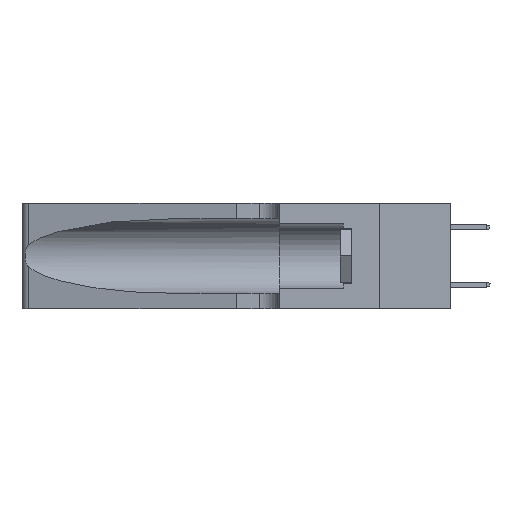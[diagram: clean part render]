
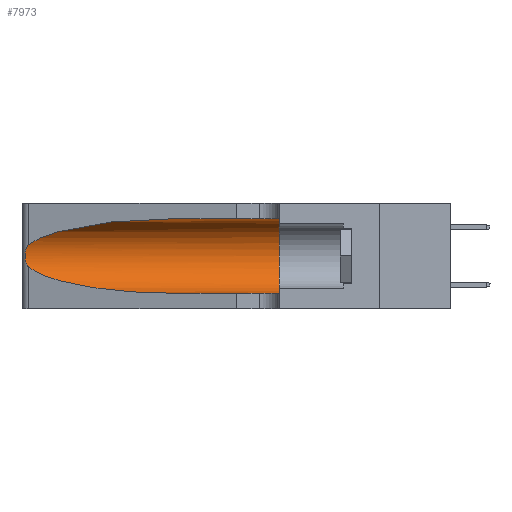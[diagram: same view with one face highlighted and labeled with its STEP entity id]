
A CAD part, left-side view. The second image highlights one B-rep face of the part: STEP entity #7973.
In plain terms, the highlighted cylindrical face has radius 3.308 mm (diameter 6.617 mm), a partial arc.
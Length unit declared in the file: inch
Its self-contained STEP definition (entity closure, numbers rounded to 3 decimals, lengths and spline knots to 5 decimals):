
#116 = AXIS2_PLACEMENT_3D ( 'NONE', #14323, #5709, #859 ) ;
#138 = CARTESIAN_POINT ( 'NONE',  ( 0.18966, 0.96281, 0.05475 ) ) ;
#246 = CARTESIAN_POINT ( 'NONE',  ( 0.25487, 1.22718, 0.14631 ) ) ;
#353 = CARTESIAN_POINT ( 'NONE',  ( 0.25555, 1.22993, 0.14849 ) ) ;
#494 = B_SPLINE_CURVE_WITH_KNOTS ( 'NONE', 3,
 ( #9090, #15107, #12060, #1863, #1949, #6013, #16885, #16576, #6317, #10785, #1561, #3363, #353, #16779 ),
 .UNSPECIFIED., .F., .F.,
 ( 4, 2, 2, 2, 2, 2, 4 ),
 ( 0., 0.00027, 0.00053, 0.00107, 0.0016, 0.00187, 0.00214 ),
 .UNSPECIFIED. ) ;
#513 = CARTESIAN_POINT ( 'NONE',  ( 0.18966, 0.96281, 0.31525 ) ) ;
#695 = EDGE_CURVE ( 'NONE', #15345, #13194, #14877, .T. ) ;
#859 = DIRECTION ( 'NONE',  ( 0., 0., 1. ) ) ;
#1561 = CARTESIAN_POINT ( 'NONE',  ( 0.25789, 1.23486, 0.15765 ) ) ;
#1631 = CARTESIAN_POINT ( 'NONE',  ( 0.2373, 1.15595, 0.08982 ) ) ;
#1863 = CARTESIAN_POINT ( 'NONE',  ( 0.25787, 1.23484, 0.2124 ) ) ;
#1904 = ORIENTED_EDGE ( 'NONE', *, *, #8479, .T. ) ;
#1949 = CARTESIAN_POINT ( 'NONE',  ( 0.25854, 1.2359, 0.20912 ) ) ;
#2250 = VERTEX_POINT ( 'NONE', #3217 ) ;
#2367 = VERTEX_POINT ( 'NONE', #15549 ) ;
#3217 = CARTESIAN_POINT ( 'NONE',  ( 0.25487, 1.22718, 0.22369 ) ) ;
#3244 = DIRECTION ( 'NONE',  ( 0., 0., -1. ) ) ;
#3265 = EDGE_CURVE ( 'NONE', #13194, #2367, #16532, .T. ) ;
#3363 = CARTESIAN_POINT ( 'NONE',  ( 0.25639, 1.23186, 0.15144 ) ) ;
#3388 = VERTEX_POINT ( 'NONE', #17984 ) ;
#4688 = AXIS2_PLACEMENT_3D ( 'NONE', #7383, #15279, #3244 ) ;
#5192 = CARTESIAN_POINT ( 'NONE',  ( 0.2373, 1.15595, 0.28018 ) ) ;
#5709 = DIRECTION ( 'NONE',  ( 0., 1., 0. ) ) ;
#6013 = CARTESIAN_POINT ( 'NONE',  ( 0.26018, 1.23835, 0.19895 ) ) ;
#6092 = FACE_OUTER_BOUND ( 'NONE', #17811, .T. ) ;
#6317 = CARTESIAN_POINT ( 'NONE',  ( 0.26017, 1.23833, 0.17102 ) ) ;
#6574 = CARTESIAN_POINT ( 'NONE',  ( 0.25487, 1.22718, 0.22369 ) ) ;
#6981 = ORIENTED_EDGE ( 'NONE', *, *, #18045, .T. ) ;
#7383 = CARTESIAN_POINT ( 'NONE',  ( 0.1305, 1.61858, 0.185 ) ) ;
#7973 = ADVANCED_FACE ( 'NONE', ( #6092 ), #16454, .F. ) ;
#8479 = EDGE_CURVE ( 'NONE', #15345, #2250, #17070, .T. ) ;
#9017 = ORIENTED_EDGE ( 'NONE', *, *, #18457, .T. ) ;
#9090 = CARTESIAN_POINT ( 'NONE',  ( 0.25487, 1.22718, 0.22369 ) ) ;
#9108 =( BOUNDED_CURVE ( )  B_SPLINE_CURVE ( 3, ( #246, #1631, #138, #15082 ),
 .UNSPECIFIED., .F., .T. ) 
 B_SPLINE_CURVE_WITH_KNOTS ( ( 4, 4 ),
 ( 3.44316, 4.71239 ),
 .UNSPECIFIED. ) 
 CURVE ( )  GEOMETRIC_REPRESENTATION_ITEM ( )  RATIONAL_B_SPLINE_CURVE ( ( 1., 0.87, 0.87, 1. ) ) 
 REPRESENTATION_ITEM ( '' )  );
#9764 = ORIENTED_EDGE ( 'NONE', *, *, #13803, .T. ) ;
#10180 = CARTESIAN_POINT ( 'NONE',  ( 0.1305, 1.61858, 0.05475 ) ) ;
#10285 = LINE ( 'NONE', #10180, #17190 ) ;
#10673 = VERTEX_POINT ( 'NONE', #14446 ) ;
#10785 = CARTESIAN_POINT ( 'NONE',  ( 0.25856, 1.23593, 0.16098 ) ) ;
#11132 = CARTESIAN_POINT ( 'NONE',  ( 0.1305, 0.72297, 0.31525 ) ) ;
#11945 = DIRECTION ( 'NONE',  ( 0., -1., 0. ) ) ;
#12060 = CARTESIAN_POINT ( 'NONE',  ( 0.25639, 1.23184, 0.21858 ) ) ;
#12672 = CARTESIAN_POINT ( 'NONE',  ( 0.1305, 0.72297, 0.31525 ) ) ;
#13194 = VERTEX_POINT ( 'NONE', #17072 ) ;
#13419 = CARTESIAN_POINT ( 'NONE',  ( 0.1305, 1.61858, 0.31525 ) ) ;
#13803 = EDGE_CURVE ( 'NONE', #10673, #2367, #10285, .T. ) ;
#13967 = ORIENTED_EDGE ( 'NONE', *, *, #3265, .F. ) ;
#14323 = CARTESIAN_POINT ( 'NONE',  ( 0.1305, 0.35, 0.185 ) ) ;
#14446 = CARTESIAN_POINT ( 'NONE',  ( 0.1305, 0.72297, 0.05475 ) ) ;
#14877 = LINE ( 'NONE', #13419, #18113 ) ;
#15082 = CARTESIAN_POINT ( 'NONE',  ( 0.1305, 0.72297, 0.05475 ) ) ;
#15107 = CARTESIAN_POINT ( 'NONE',  ( 0.25555, 1.22994, 0.2215 ) ) ;
#15279 = DIRECTION ( 'NONE',  ( 0., -1., 0. ) ) ;
#15345 = VERTEX_POINT ( 'NONE', #12672 ) ;
#15549 = CARTESIAN_POINT ( 'NONE',  ( 0.1305, 0.35, 0.05475 ) ) ;
#16099 = DIRECTION ( 'NONE',  ( 0., -1., 0. ) ) ;
#16454 = CYLINDRICAL_SURFACE ( 'NONE', #4688, 0.13025 ) ;
#16532 = CIRCLE ( 'NONE', #116, 0.13025 ) ;
#16576 = CARTESIAN_POINT ( 'NONE',  ( 0.26075, 1.23896, 0.178 ) ) ;
#16779 = CARTESIAN_POINT ( 'NONE',  ( 0.25487, 1.22718, 0.14631 ) ) ;
#16885 = CARTESIAN_POINT ( 'NONE',  ( 0.26075, 1.23896, 0.19203 ) ) ;
#17070 =( BOUNDED_CURVE ( )  B_SPLINE_CURVE ( 3, ( #11132, #513, #5192, #6574 ),
 .UNSPECIFIED., .F., .T. ) 
 B_SPLINE_CURVE_WITH_KNOTS ( ( 4, 4 ),
 ( 1.5708, 2.84003 ),
 .UNSPECIFIED. ) 
 CURVE ( )  GEOMETRIC_REPRESENTATION_ITEM ( )  RATIONAL_B_SPLINE_CURVE ( ( 1., 0.87, 0.87, 1. ) ) 
 REPRESENTATION_ITEM ( '' )  );
#17072 = CARTESIAN_POINT ( 'NONE',  ( 0.1305, 0.35, 0.31525 ) ) ;
#17190 = VECTOR ( 'NONE', #16099, 39.37008 ) ;
#17811 = EDGE_LOOP ( 'NONE', ( #1904, #6981, #9017, #9764, #13967, #18290 ) ) ;
#17984 = CARTESIAN_POINT ( 'NONE',  ( 0.25487, 1.22718, 0.14631 ) ) ;
#18045 = EDGE_CURVE ( 'NONE', #2250, #3388, #494, .T. ) ;
#18113 = VECTOR ( 'NONE', #11945, 39.37008 ) ;
#18290 = ORIENTED_EDGE ( 'NONE', *, *, #695, .F. ) ;
#18457 = EDGE_CURVE ( 'NONE', #3388, #10673, #9108, .T. ) ;
